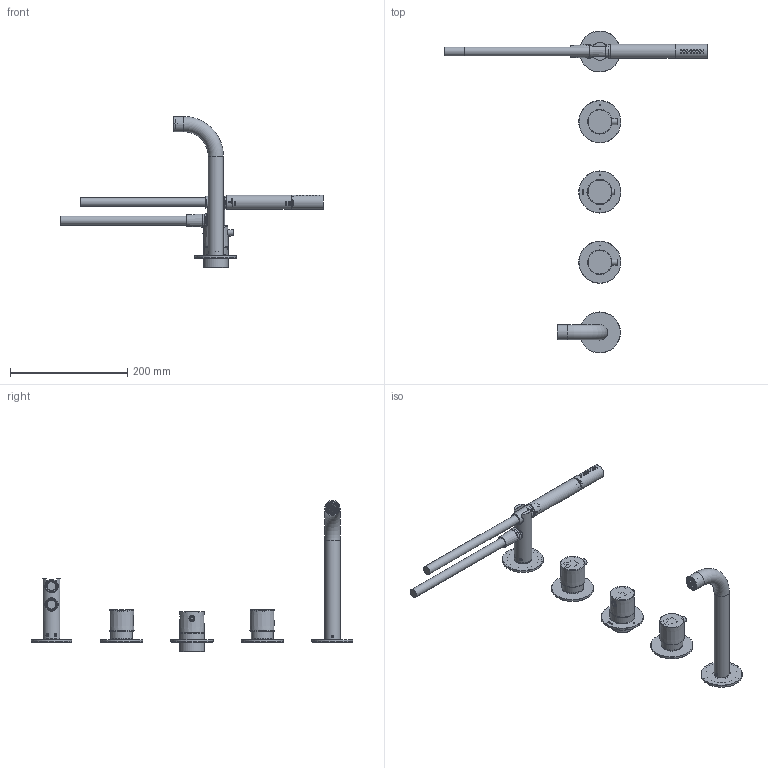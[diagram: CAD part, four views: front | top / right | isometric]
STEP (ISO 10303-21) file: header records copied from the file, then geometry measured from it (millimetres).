
FILE_DESCRIPTION(/* description */ ('Unknown'),/* implementation_level */ '2;1');
FILE_NAME(/* name */ 'CB7072',/* time_stamp */ '2020-03-23T11:54:28+01:00',/* author */ ('Unknown'),/* organization */ ('Unknown'),/* preprocessor_version */ 'ST-DEVELOPER v16.7',/* originating_system */ 'DEX',/* authorisation */ $);
FILE_SCHEMA (('AUTOMOTIVE_DESIGN {1 0 10303 214 3 1 1}'));
Length unit declared in the file: millimetre
Products named in the file (47): CB7072; CB7068EXT_oa_0; 044.071.01.10M.70C_18; 044.071.01.10M.70C_19; 044.071.01.10M.70C_20; 044.071.01.10M.70C_21; 044.071.01.10M.70C_22; 044.071.01.10M.70C_23; 044.071.01.10M.70C_24; guarnizione flangia; CB7068EXT_oa_1; CB7001EXT; 100.000.01.10T.70C_8; 100.000.01.10T.70C_9; 100.000.01.10T.70C_10; 100.000.01.10T.70C_11; 100.000.01.10T.70C_12; 100.000.01.10T.70C_13; 100.000.01.10T.70C_14; 100.000.01.10T.70C_15; 100.000.01.10T.70C_16; 100.000.01.10T.70C_17; CB7501_oa_2; supporto_doccietta_23E10755_23E10755; or 2093 23.52 x 1.78_10000025; Grano M5 x 5 punta conica_Grano M5 x 5 punta conica; Gruppo raccordo titanico_T1010671; raccordi_uscita_T1010035_T1010035; or 14 x 2_05000055; flangia; M015-001; M352-00; M352-03; M352-02; M352-001; anello or(11 x 2); non ritorno body(post dim 15 rossa); non ritorno valv(dim 15 rossa); non ritorno body(anter dim 15 rossa); M352-01 ...
Assembly tree (60 placements, depth 5):
  CB7072
    CB7068EXT_oa_0
      044.071.01.10M.70C_18
      044.071.01.10M.70C_19
      044.071.01.10M.70C_20
      044.071.01.10M.70C_21
      044.071.01.10M.70C_22
      044.071.01.10M.70C_23
      044.071.01.10M.70C_24
      guarnizione flangia
    CB7068EXT_oa_1
      044.071.01.10M.70C_18
      044.071.01.10M.70C_19
      044.071.01.10M.70C_20
      044.071.01.10M.70C_21
      044.071.01.10M.70C_22
      044.071.01.10M.70C_23
      044.071.01.10M.70C_24
      guarnizione flangia
    CB7001EXT
      100.000.01.10T.70C_8
      100.000.01.10T.70C_9
      100.000.01.10T.70C_10
      100.000.01.10T.70C_11
      100.000.01.10T.70C_12
      100.000.01.10T.70C_13
      100.000.01.10T.70C_14
      100.000.01.10T.70C_15
      100.000.01.10T.70C_16
      100.000.01.10T.70C_17
    CB7501_oa_2
      supporto_doccietta_23E10755_23E10755
      or 2093 23.52 x 1.78_10000025
      Grano M5 x 5 punta conica_Grano M5 x 5 punta conica  x2
      Gruppo raccordo titanico_T1010671
        raccordi_uscita_T1010035_T1010035
        or 14 x 2_05000055
      flangia
      M015-001  x2
      M352-00
        M352-03
        M352-02
        M352-001
          anello or(11 x 2)
          non ritorno body(post dim 15 rossa)
          non ritorno valv(dim 15 rossa)
          non ritorno body(anter dim 15 rossa)
        M352-01
          MNP0003TO pom
          TUB0130ST_SOLID_1
      or 2068 17.17 x 1.78_73000225  x2
    CB7098_oa_3
      bocca_G8310105_G8310105
      Grano M4x 3 punta conica_Grano M4x 3 punta conica
      aeratore_G3000205_G3000205
      flangia
      or 2068 17.17 x 1.78_73000225  x2
Bounding box: 449.01 x 549.94 x 258.2 mm (x, y, z)
Volume: 362147.9 mm3; surface area: 244063.3 mm2
Topology: 50 solids, 50 shells, 1361 faces, 3278 edges, 2070 vertices
Faces by surface type: plane 574, cylinder 352, cone 252, torus 89, bspline 74, sphere 20
Full cylindrical faces by diameter (mm): 1.5 x23, 2 x1, 2.459 x1, 2.5 x1, 2.8 x1, 3 x6, 3.2 x1, 3.242 x1, 3.5 x4, 4 x1, 4.134 x5, 4.5 x3, 5 x55, 5.2 x3, 7 x1, 7.5 x2, 9 x1, 9.1 x1, 9.5 x2, 10 x4, 10.2 x2, 12.1 x1, 13 x2, 13.5 x2, 14 x1, 14.4 x1, 14.8 x3, 15 x2, 15.1 x1, 15.2 x2
Entity records: 37029 total; most frequent: CARTESIAN_POINT 9238, DIRECTION 5025, ORIENTED_EDGE 4532, EDGE_CURVE 2266, AXIS2_PLACEMENT_3D 2013, FACE_BOUND 1691, EDGE_LOOP 1675, VERTEX_POINT 1639
